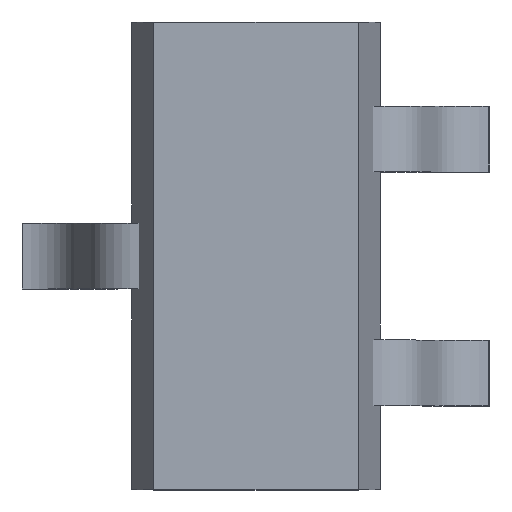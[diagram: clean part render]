
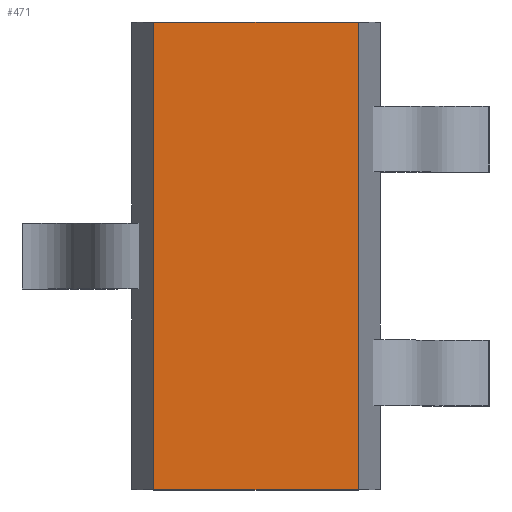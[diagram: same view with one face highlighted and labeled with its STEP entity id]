
A CAD part, top view. The second image highlights one B-rep face of the part: STEP entity #471.
In plain terms, the highlighted planar face has unit normal (0, 0, 1).
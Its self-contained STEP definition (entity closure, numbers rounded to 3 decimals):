
#244 = VERTEX_POINT('',#245);
#245 = CARTESIAN_POINT('',(-0.35,0.8,0.75));
#253 = EDGE_CURVE('',#244,#254,#256,.T.);
#254 = VERTEX_POINT('',#255);
#255 = CARTESIAN_POINT('',(-0.35,-0.8,0.75));
#256 = LINE('',#257,#258);
#257 = CARTESIAN_POINT('',(-0.35,0.8,0.75));
#258 = VECTOR('',#259,1.);
#259 = DIRECTION('',(0.,-1.,0.));
#414 = VERTEX_POINT('',#415);
#415 = CARTESIAN_POINT('',(0.35,0.8,0.75));
#421 = EDGE_CURVE('',#244,#414,#422,.T.);
#422 = LINE('',#423,#424);
#423 = CARTESIAN_POINT('',(-0.35,0.8,0.75));
#424 = VECTOR('',#425,1.);
#425 = DIRECTION('',(1.,0.,0.));
#454 = VERTEX_POINT('',#455);
#455 = CARTESIAN_POINT('',(0.35,-0.8,0.75));
#461 = EDGE_CURVE('',#254,#454,#462,.T.);
#462 = LINE('',#463,#464);
#463 = CARTESIAN_POINT('',(-0.35,-0.8,0.75));
#464 = VECTOR('',#465,1.);
#465 = DIRECTION('',(1.,0.,0.));
#471 = ADVANCED_FACE('',(#472),#483,.T.);
#472 = FACE_BOUND('',#473,.T.);
#473 = EDGE_LOOP('',(#474,#475,#476,#482));
#474 = ORIENTED_EDGE('',*,*,#253,.T.);
#475 = ORIENTED_EDGE('',*,*,#461,.T.);
#476 = ORIENTED_EDGE('',*,*,#477,.F.);
#477 = EDGE_CURVE('',#414,#454,#478,.T.);
#478 = LINE('',#479,#480);
#479 = CARTESIAN_POINT('',(0.35,0.8,0.75));
#480 = VECTOR('',#481,1.);
#481 = DIRECTION('',(0.,-1.,0.));
#482 = ORIENTED_EDGE('',*,*,#421,.F.);
#483 = PLANE('',#484);
#484 = AXIS2_PLACEMENT_3D('',#485,#486,#487);
#485 = CARTESIAN_POINT('',(-0.35,0.8,0.75));
#486 = DIRECTION('',(0.,0.,1.));
#487 = DIRECTION('',(1.,0.,0.));
